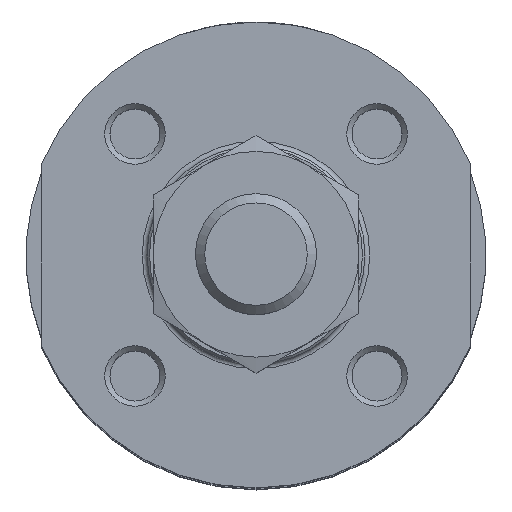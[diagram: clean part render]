
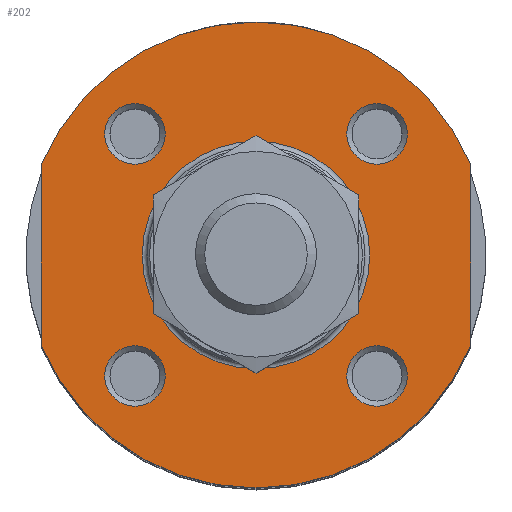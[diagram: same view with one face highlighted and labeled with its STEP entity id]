
A CAD part, top view. The second image highlights one B-rep face of the part: STEP entity #202.
In plain terms, the highlighted planar face has unit normal (0, 0, 1).
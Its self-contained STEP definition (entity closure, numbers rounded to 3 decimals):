
#202 = ADVANCED_FACE( '', ( #381, #382, #383, #384, #385, #386 ), #387, .T. );
#381 = FACE_BOUND( '', #692, .T. );
#382 = FACE_BOUND( '', #693, .T. );
#383 = FACE_BOUND( '', #694, .T. );
#384 = FACE_BOUND( '', #695, .T. );
#385 = FACE_BOUND( '', #696, .T. );
#386 = FACE_OUTER_BOUND( '', #697, .T. );
#387 = PLANE( '', #698 );
#692 = EDGE_LOOP( '', ( #1122 ) );
#693 = EDGE_LOOP( '', ( #1123 ) );
#694 = EDGE_LOOP( '', ( #1124 ) );
#695 = EDGE_LOOP( '', ( #1125 ) );
#696 = EDGE_LOOP( '', ( #1126 ) );
#697 = EDGE_LOOP( '', ( #1127, #1128, #1129, #1130 ) );
#698 = AXIS2_PLACEMENT_3D( '', #1131, #1132, #1133 );
#1122 = ORIENTED_EDGE( '', *, *, #1719, .T. );
#1123 = ORIENTED_EDGE( '', *, *, #1720, .T. );
#1124 = ORIENTED_EDGE( '', *, *, #1721, .T. );
#1125 = ORIENTED_EDGE( '', *, *, #1722, .T. );
#1126 = ORIENTED_EDGE( '', *, *, #1723, .T. );
#1127 = ORIENTED_EDGE( '', *, *, #1707, .T. );
#1128 = ORIENTED_EDGE( '', *, *, #1724, .T. );
#1129 = ORIENTED_EDGE( '', *, *, #1725, .T. );
#1130 = ORIENTED_EDGE( '', *, *, #1726, .T. );
#1131 = CARTESIAN_POINT( '', ( 0., 0., 0. ) );
#1132 = DIRECTION( '', ( 0., 0., 1. ) );
#1133 = DIRECTION( '', ( 1., 0., 0. ) );
#1707 = EDGE_CURVE( '', #1950, #1951, #1952, .T. );
#1719 = EDGE_CURVE( '', #1968, #1968, #1969, .T. );
#1720 = EDGE_CURVE( '', #1970, #1970, #1971, .T. );
#1721 = EDGE_CURVE( '', #1972, #1972, #1973, .T. );
#1722 = EDGE_CURVE( '', #1974, #1974, #1975, .T. );
#1723 = EDGE_CURVE( '', #1976, #1976, #1977, .T. );
#1724 = EDGE_CURVE( '', #1951, #1978, #1979, .T. );
#1725 = EDGE_CURVE( '', #1978, #1980, #1981, .T. );
#1726 = EDGE_CURVE( '', #1980, #1950, #1982, .T. );
#1950 = VERTEX_POINT( '', #2578 );
#1951 = VERTEX_POINT( '', #2579 );
#1952 = CIRCLE( '', #2580, 19.25 );
#1968 = VERTEX_POINT( '', #2601 );
#1969 = CIRCLE( '', #2602, 2.5 );
#1970 = VERTEX_POINT( '', #2603 );
#1971 = CIRCLE( '', #2604, 2.5 );
#1972 = VERTEX_POINT( '', #2605 );
#1973 = CIRCLE( '', #2606, 2.5 );
#1974 = VERTEX_POINT( '', #2607 );
#1975 = CIRCLE( '', #2608, 2.5 );
#1976 = VERTEX_POINT( '', #2609 );
#1977 = CIRCLE( '', #2610, 9.4 );
#1978 = VERTEX_POINT( '', #2611 );
#1979 = LINE( '', #2612, #2613 );
#1980 = VERTEX_POINT( '', #2614 );
#1981 = CIRCLE( '', #2615, 19.25 );
#1982 = LINE( '', #2616, #2617 );
#2578 = CARTESIAN_POINT( '', ( 17.75, 7.45, 0. ) );
#2579 = CARTESIAN_POINT( '', ( -17.75, 7.45, 0. ) );
#2580 = AXIS2_PLACEMENT_3D( '', #3047, #3048, #3049 );
#2601 = CARTESIAN_POINT( '', ( 7.5, -10., 0. ) );
#2602 = AXIS2_PLACEMENT_3D( '', #3073, #3074, #3075 );
#2603 = CARTESIAN_POINT( '', ( 7.5, 10., 0. ) );
#2604 = AXIS2_PLACEMENT_3D( '', #3076, #3077, #3078 );
#2605 = CARTESIAN_POINT( '', ( -12.5, -10., 0. ) );
#2606 = AXIS2_PLACEMENT_3D( '', #3079, #3080, #3081 );
#2607 = CARTESIAN_POINT( '', ( -12.5, 10., 0. ) );
#2608 = AXIS2_PLACEMENT_3D( '', #3082, #3083, #3084 );
#2609 = CARTESIAN_POINT( '', ( -9.4, 0., 0. ) );
#2610 = AXIS2_PLACEMENT_3D( '', #3085, #3086, #3087 );
#2611 = CARTESIAN_POINT( '', ( -17.75, -7.45, 0. ) );
#2612 = CARTESIAN_POINT( '', ( -17.75, 7.45, 0. ) );
#2613 = VECTOR( '', #3088, 1000. );
#2614 = CARTESIAN_POINT( '', ( 17.75, -7.45, 0. ) );
#2615 = AXIS2_PLACEMENT_3D( '', #3089, #3090, #3091 );
#2616 = CARTESIAN_POINT( '', ( 17.75, -7.45, 0. ) );
#2617 = VECTOR( '', #3092, 1000. );
#3047 = CARTESIAN_POINT( '', ( 0., 0., 0. ) );
#3048 = DIRECTION( '', ( 0., 0., 1. ) );
#3049 = DIRECTION( '', ( 1., 0., 0. ) );
#3073 = CARTESIAN_POINT( '', ( 10., -10., 0. ) );
#3074 = DIRECTION( '', ( 0., 0., -1. ) );
#3075 = DIRECTION( '', ( -1., 0., 0. ) );
#3076 = CARTESIAN_POINT( '', ( 10., 10., 0. ) );
#3077 = DIRECTION( '', ( 0., 0., -1. ) );
#3078 = DIRECTION( '', ( -1., 0., 0. ) );
#3079 = CARTESIAN_POINT( '', ( -10., -10., 0. ) );
#3080 = DIRECTION( '', ( 0., 0., -1. ) );
#3081 = DIRECTION( '', ( -1., 0., 0. ) );
#3082 = CARTESIAN_POINT( '', ( -10., 10., 0. ) );
#3083 = DIRECTION( '', ( 0., 0., -1. ) );
#3084 = DIRECTION( '', ( -1., 0., 0. ) );
#3085 = CARTESIAN_POINT( '', ( 0., 0., 0. ) );
#3086 = DIRECTION( '', ( 0., 0., -1. ) );
#3087 = DIRECTION( '', ( -1., 0., 0. ) );
#3088 = DIRECTION( '', ( 0., -1., 0. ) );
#3089 = CARTESIAN_POINT( '', ( 0., 0., 0. ) );
#3090 = DIRECTION( '', ( 0., 0., 1. ) );
#3091 = DIRECTION( '', ( 1., 0., 0. ) );
#3092 = DIRECTION( '', ( 0., 1., 0. ) );
